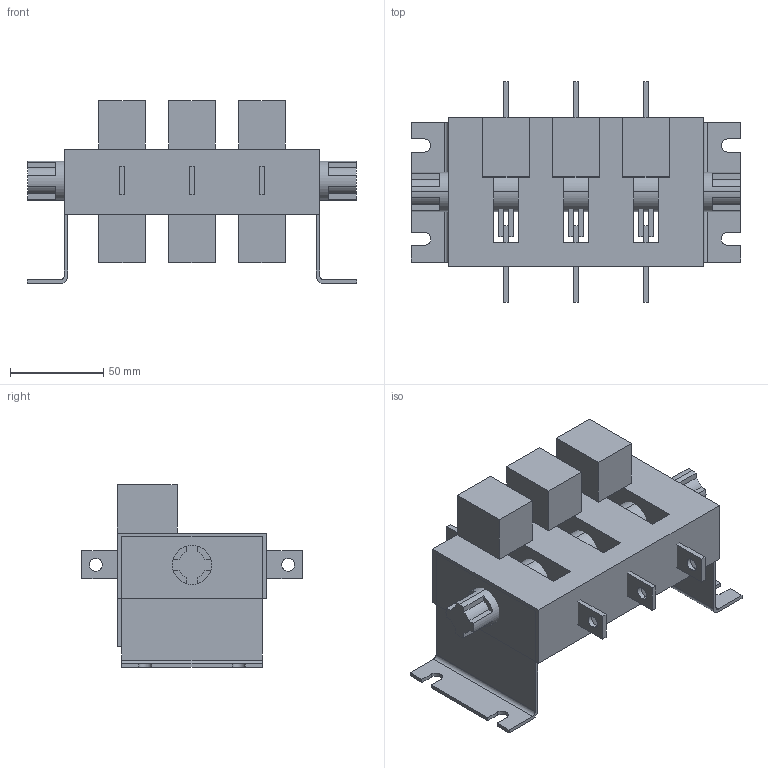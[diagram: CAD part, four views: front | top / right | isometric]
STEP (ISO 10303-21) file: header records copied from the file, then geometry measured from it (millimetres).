
FILE_DESCRIPTION (( 'STEP AP214' ), '1' );
FILE_NAME ('Âûêëþ÷àòåëü-ðàçúåäèíèòåëü ÂÐÓ32Ó_1íàïð_100À.STEP', '2018-06-22T08:28:03', ( '' ), ( '' ), 'SwSTEP 2.0', 'SolidWorks 2017', '' );
FILE_SCHEMA (( 'AUTOMOTIVE_DESIGN' ));
Length unit declared in the file: millimetre
Products named in the file (1): Âûêëþ÷àòåëü-ðàçúåäèíèòåëü ÂÐÓ32Ó_1íàïð_100À
Bounding box: 176.5 x 118 x 98 mm (x, y, z)
Volume: 533141.6 mm3; surface area: 129127.7 mm2
Topology: 19 solids, 19 shells, 224 faces, 540 edges, 360 vertices
Faces by surface type: plane 192, cylinder 32
Entity records: 8082 total; most frequent: CARTESIAN_POINT 1125, ORIENTED_EDGE 1080, DIRECTION 1070, EDGE_CURVE 540, LINE 460, VECTOR 460, VERTEX_POINT 360, AXIS2_PLACEMENT_3D 305
